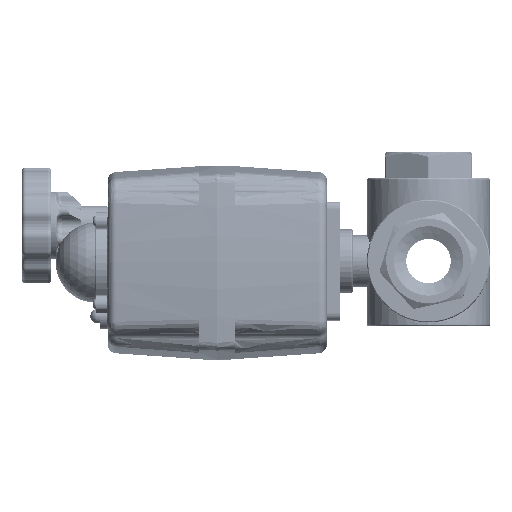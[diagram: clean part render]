
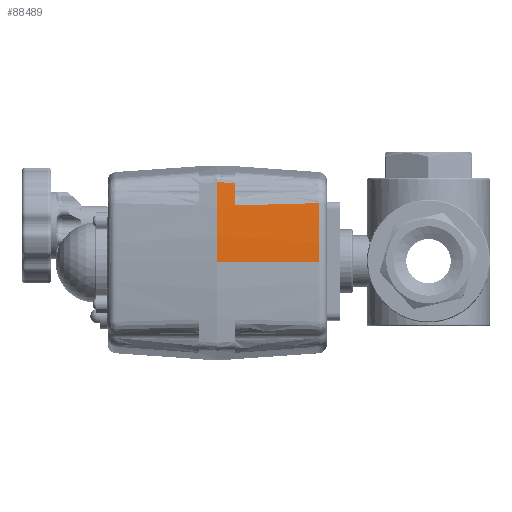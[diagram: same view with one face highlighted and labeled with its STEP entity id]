
A CAD part, top view. The second image highlights one B-rep face of the part: STEP entity #88489.
In plain terms, the highlighted conical face has half-angle 4 degrees and reference radius 403.75 mm.
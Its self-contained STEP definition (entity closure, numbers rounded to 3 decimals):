
#10958 = CARTESIAN_POINT ( 'NONE',  ( 52.648, 54.984, -59.714 ) ) ;
#11931 = CARTESIAN_POINT ( 'NONE',  ( 54.173, 54.488, -38.545 ) ) ;
#12614 = CARTESIAN_POINT ( 'NONE',  ( 52.598, 22.387, -79.389 ) ) ;
#13367 = DIRECTION ( 'NONE',  ( 0., 0., 1. ) ) ;
#17313 = EDGE_CURVE ( 'NONE', #18310, #61181, #189449, .T. ) ;
#18310 = VERTEX_POINT ( 'NONE', #12614 ) ;
#22016 = VECTOR ( 'NONE', #159905, 1000. ) ;
#27735 = AXIS2_PLACEMENT_3D ( 'NONE', #55797, #104098, #72526 ) ;
#37739 = VERTEX_POINT ( 'NONE', #136257 ) ;
#43724 = VERTEX_POINT ( 'NONE', #172573 ) ;
#44034 = CARTESIAN_POINT ( 'NONE',  ( 54.016, 67.421, -23.078 ) ) ;
#45823 = EDGE_CURVE ( 'NONE', #43724, #145522, #112706, .T. ) ;
#52960 = AXIS2_PLACEMENT_3D ( 'NONE', #82584, #142707, #68762 ) ;
#55797 = CARTESIAN_POINT ( 'NONE',  ( -347.176, 22.387, -32.54 ) ) ;
#57232 = CARTESIAN_POINT ( 'NONE',  ( 53.632, 54.641, -46.078 ) ) ;
#61181 = VERTEX_POINT ( 'NONE', #88136 ) ;
#68762 = DIRECTION ( 'NONE',  ( 1., 0., 0. ) ) ;
#69750 = B_SPLINE_CURVE_WITH_KNOTS ( 'NONE', 3,
 ( #172857, #132144, #145953, #186615, #11931, #131151, #57232, #117356, #10958, #100645, #160751, #177452 ),
 .UNSPECIFIED., .F., .F.,
 ( 4, 2, 2, 2, 2, 4 ),
 ( 13.201, 17.137, 20.264, 30.032, 45.661, 60.189 ),
 .UNSPECIFIED. ) ;
#72235 = B_SPLINE_CURVE_WITH_KNOTS ( 'NONE', 3,
 ( #148515, #44034, #165230, #135637, #179034, #164272 ),
 .UNSPECIFIED., .F., .F.,
 ( 4, 2, 4 ),
 ( 5.021, 6.639, 15.06 ),
 .UNSPECIFIED. ) ;
#72526 = DIRECTION ( 'NONE',  ( 1., 0., 0. ) ) ;
#76757 = AXIS2_PLACEMENT_3D ( 'NONE', #178891, #13367, #164136 ) ;
#82168 = EDGE_CURVE ( 'NONE', #61181, #177076, #177366, .T. ) ;
#82584 = CARTESIAN_POINT ( 'NONE',  ( -347.176, 22.387, -79.389 ) ) ;
#83992 = EDGE_LOOP ( 'NONE', ( #142233, #103587, #98135, #150085, #95105, #193461 ) ) ;
#88136 = CARTESIAN_POINT ( 'NONE',  ( 56.574, 22.387, -22.54 ) ) ;
#88312 = EDGE_CURVE ( 'NONE', #37739, #18310, #90699, .T. ) ;
#88489 = ADVANCED_FACE ( 'NONE', ( #140560 ), #103522, .T. ) ;
#90699 = CIRCLE ( 'NONE', #52960, 399.775 ) ;
#95105 = ORIENTED_EDGE ( 'NONE', *, *, #102832, .F. ) ;
#98135 = ORIENTED_EDGE ( 'NONE', *, *, #161385, .F. ) ;
#99809 = CARTESIAN_POINT ( 'NONE',  ( 56.574, 22.387, -22.54 ) ) ;
#100645 = CARTESIAN_POINT ( 'NONE',  ( 51.919, 55.301, -69.736 ) ) ;
#102832 = EDGE_CURVE ( 'NONE', #177076, #43724, #72235, .T. ) ;
#103522 = CONICAL_SURFACE ( 'NONE', #138090, 403.75, 0.07 ) ;
#103587 = ORIENTED_EDGE ( 'NONE', *, *, #88312, .F. ) ;
#104098 = DIRECTION ( 'NONE',  ( 0., 0., -1. ) ) ;
#110969 = CARTESIAN_POINT ( 'NONE',  ( -347.176, 22.387, -22.54 ) ) ;
#112706 = CIRCLE ( 'NONE', #27735, 403.051 ) ;
#117356 = CARTESIAN_POINT ( 'NONE',  ( 53.024, 54.842, -54.52 ) ) ;
#131151 = CARTESIAN_POINT ( 'NONE',  ( 53.865, 54.571, -42.831 ) ) ;
#132144 = CARTESIAN_POINT ( 'NONE',  ( 54.509, 54.404, -33.849 ) ) ;
#135637 = CARTESIAN_POINT ( 'NONE',  ( 53.771, 67.185, -26.948 ) ) ;
#136257 = CARTESIAN_POINT ( 'NONE',  ( 51.211, 55.664, -79.389 ) ) ;
#138090 = AXIS2_PLACEMENT_3D ( 'NONE', #110969, #139570, #171081 ) ;
#139570 = DIRECTION ( 'NONE',  ( 0., 0., 1. ) ) ;
#140560 = FACE_OUTER_BOUND ( 'NONE', #83992, .T. ) ;
#142233 = ORIENTED_EDGE ( 'NONE', *, *, #17313, .F. ) ;
#142707 = DIRECTION ( 'NONE',  ( 0., 0., -1. ) ) ;
#145522 = VERTEX_POINT ( 'NONE', #152413 ) ;
#145953 = CARTESIAN_POINT ( 'NONE',  ( 54.415, 54.426, -35.157 ) ) ;
#148515 = CARTESIAN_POINT ( 'NONE',  ( 54.051, 67.454, -22.54 ) ) ;
#150085 = ORIENTED_EDGE ( 'NONE', *, *, #45823, .F. ) ;
#152413 = CARTESIAN_POINT ( 'NONE',  ( 54.603, 54.382, -32.54 ) ) ;
#159905 = DIRECTION ( 'NONE',  ( 0.07, 0., 0.998 ) ) ;
#160751 = CARTESIAN_POINT ( 'NONE',  ( 51.566, 55.471, -74.563 ) ) ;
#161385 = EDGE_CURVE ( 'NONE', #145522, #37739, #69750, .T. ) ;
#164136 = DIRECTION ( 'NONE',  ( 1., 0., 0. ) ) ;
#164272 = CARTESIAN_POINT ( 'NONE',  ( 53.415, 66.845, -32.54 ) ) ;
#165230 = CARTESIAN_POINT ( 'NONE',  ( 53.982, 67.388, -23.615 ) ) ;
#171081 = DIRECTION ( 'NONE',  ( 1., 0., 0. ) ) ;
#172573 = CARTESIAN_POINT ( 'NONE',  ( 53.415, 66.845, -32.54 ) ) ;
#172857 = CARTESIAN_POINT ( 'NONE',  ( 54.603, 54.382, -32.54 ) ) ;
#177076 = VERTEX_POINT ( 'NONE', #184872 ) ;
#177366 = CIRCLE ( 'NONE', #76757, 403.75 ) ;
#177452 = CARTESIAN_POINT ( 'NONE',  ( 51.211, 55.664, -79.389 ) ) ;
#178891 = CARTESIAN_POINT ( 'NONE',  ( -347.176, 22.387, -22.54 ) ) ;
#179034 = CARTESIAN_POINT ( 'NONE',  ( 53.593, 67.015, -29.744 ) ) ;
#184872 = CARTESIAN_POINT ( 'NONE',  ( 54.051, 67.454, -22.54 ) ) ;
#186615 = CARTESIAN_POINT ( 'NONE',  ( 54.247, 54.468, -37.505 ) ) ;
#189449 = LINE ( 'NONE', #99809, #22016 ) ;
#193461 = ORIENTED_EDGE ( 'NONE', *, *, #82168, .F. ) ;
